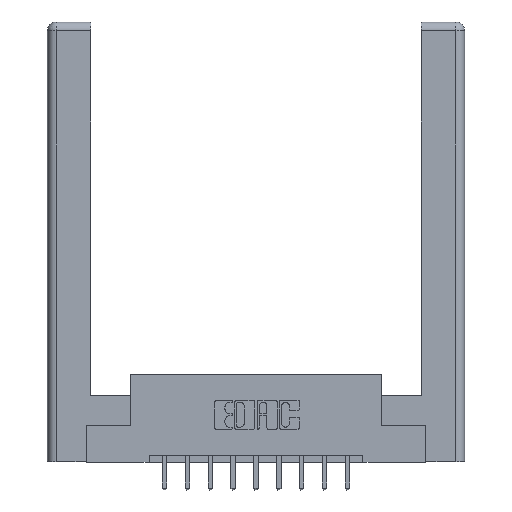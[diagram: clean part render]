
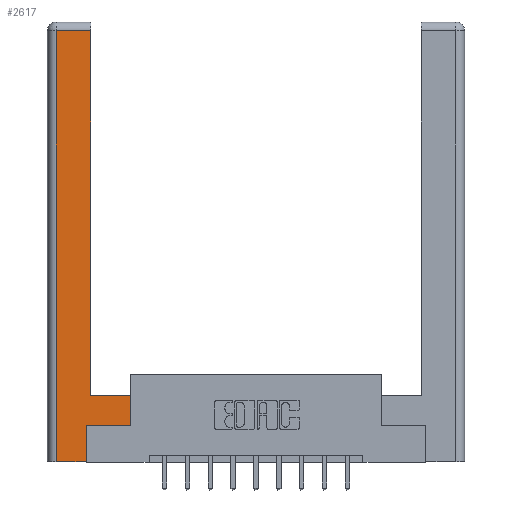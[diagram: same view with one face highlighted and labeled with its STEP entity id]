
A CAD part, top view. The second image highlights one B-rep face of the part: STEP entity #2617.
In plain terms, the highlighted planar face has unit normal (0, 0, 1).
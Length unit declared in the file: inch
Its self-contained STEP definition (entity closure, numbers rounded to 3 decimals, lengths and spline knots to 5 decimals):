
#263 = CARTESIAN_POINT ( 'NONE',  ( 0.0615, 2.94, 0. ) ) ;
#265 = LINE ( 'NONE', #3814, #2968 ) ;
#333 = LINE ( 'NONE', #10928, #6598 ) ;
#708 = AXIS2_PLACEMENT_3D ( 'NONE', #8883, #4511, #12159 ) ;
#735 = VERTEX_POINT ( 'NONE', #2387 ) ;
#869 = EDGE_CURVE ( 'NONE', #6796, #3768, #9160, .T. ) ;
#958 = VECTOR ( 'NONE', #4347, 39.37008 ) ;
#2040 = ORIENTED_EDGE ( 'NONE', *, *, #869, .T. ) ;
#2055 = LINE ( 'NONE', #10424, #2556 ) ;
#2230 = VERTEX_POINT ( 'NONE', #6221 ) ;
#2275 = ORIENTED_EDGE ( 'NONE', *, *, #7691, .T. ) ;
#2387 = CARTESIAN_POINT ( 'NONE',  ( 0.265, 0.245, 0. ) ) ;
#2556 = VECTOR ( 'NONE', #10524, 39.37008 ) ;
#2617 = ADVANCED_FACE ( 'NONE', ( #9474 ), #5628, .F. ) ;
#2968 = VECTOR ( 'NONE', #3898, 39.37008 ) ;
#3110 = DIRECTION ( 'NONE',  ( 1., 0., 0. ) ) ;
#3246 = DIRECTION ( 'NONE',  ( 0., 1., 0. ) ) ;
#3285 = ORIENTED_EDGE ( 'NONE', *, *, #5870, .T. ) ;
#3389 = EDGE_CURVE ( 'NONE', #6584, #11061, #7711, .T. ) ;
#3768 = VERTEX_POINT ( 'NONE', #11556 ) ;
#3814 = CARTESIAN_POINT ( 'NONE',  ( 0.295, 0.45, 0. ) ) ;
#3860 = LINE ( 'NONE', #7662, #958 ) ;
#3898 = DIRECTION ( 'NONE',  ( -1., 0., 0. ) ) ;
#4030 = VECTOR ( 'NONE', #3110, 39.37008 ) ;
#4175 = EDGE_CURVE ( 'NONE', #735, #6584, #2055, .T. ) ;
#4347 = DIRECTION ( 'NONE',  ( 0., -1., 0. ) ) ;
#4511 = DIRECTION ( 'NONE',  ( 0., 0., -1. ) ) ;
#5020 = EDGE_CURVE ( 'NONE', #3768, #8042, #9387, .T. ) ;
#5203 = ORIENTED_EDGE ( 'NONE', *, *, #4175, .T. ) ;
#5628 = PLANE ( 'NONE',  #708 ) ;
#5751 = CARTESIAN_POINT ( 'NONE',  ( 0.295, 0.45, 0. ) ) ;
#5870 = EDGE_CURVE ( 'NONE', #11865, #735, #333, .T. ) ;
#5911 = CARTESIAN_POINT ( 'NONE',  ( 0.565, 0.45, 0. ) ) ;
#6221 = CARTESIAN_POINT ( 'NONE',  ( 0.0615, 0., 0. ) ) ;
#6584 = VERTEX_POINT ( 'NONE', #7266 ) ;
#6598 = VECTOR ( 'NONE', #3246, 39.37008 ) ;
#6796 = VERTEX_POINT ( 'NONE', #5751 ) ;
#6852 = VECTOR ( 'NONE', #11604, 39.37008 ) ;
#7220 = EDGE_CURVE ( 'NONE', #8042, #2230, #3860, .T. ) ;
#7266 = CARTESIAN_POINT ( 'NONE',  ( 0.565, 0.245, 0. ) ) ;
#7662 = CARTESIAN_POINT ( 'NONE',  ( 0.0615, 0., 0. ) ) ;
#7691 = EDGE_CURVE ( 'NONE', #2230, #11865, #10521, .T. ) ;
#7711 = LINE ( 'NONE', #11547, #6852 ) ;
#8042 = VERTEX_POINT ( 'NONE', #9469 ) ;
#8209 = DIRECTION ( 'NONE',  ( -1., 0., 0. ) ) ;
#8278 = DIRECTION ( 'NONE',  ( 0., 1., 0. ) ) ;
#8521 = EDGE_CURVE ( 'NONE', #11061, #6796, #265, .T. ) ;
#8883 = CARTESIAN_POINT ( 'NONE',  ( 0., 0., 0. ) ) ;
#9160 = LINE ( 'NONE', #11337, #12507 ) ;
#9387 = LINE ( 'NONE', #263, #12056 ) ;
#9469 = CARTESIAN_POINT ( 'NONE',  ( 0.0615, 2.94, 0. ) ) ;
#9474 = FACE_OUTER_BOUND ( 'NONE', #11658, .T. ) ;
#9654 = CARTESIAN_POINT ( 'NONE',  ( 0.265, 0., 0. ) ) ;
#9661 = CARTESIAN_POINT ( 'NONE',  ( 0.265, 0., 0. ) ) ;
#10424 = CARTESIAN_POINT ( 'NONE',  ( 0.565, 0.245, 0. ) ) ;
#10521 = LINE ( 'NONE', #9661, #4030 ) ;
#10524 = DIRECTION ( 'NONE',  ( 1., 0., 0. ) ) ;
#10928 = CARTESIAN_POINT ( 'NONE',  ( 0.265, 0.245, 0. ) ) ;
#11061 = VERTEX_POINT ( 'NONE', #5911 ) ;
#11337 = CARTESIAN_POINT ( 'NONE',  ( 0.295, 3., 0. ) ) ;
#11547 = CARTESIAN_POINT ( 'NONE',  ( 0.565, 0.45, 0. ) ) ;
#11556 = CARTESIAN_POINT ( 'NONE',  ( 0.295, 2.94, 0. ) ) ;
#11604 = DIRECTION ( 'NONE',  ( 0., 1., 0. ) ) ;
#11658 = EDGE_LOOP ( 'NONE', ( #2040, #12609, #13504, #2275, #3285, #5203, #11703, #13443 ) ) ;
#11703 = ORIENTED_EDGE ( 'NONE', *, *, #3389, .T. ) ;
#11865 = VERTEX_POINT ( 'NONE', #9654 ) ;
#12056 = VECTOR ( 'NONE', #8209, 39.37008 ) ;
#12159 = DIRECTION ( 'NONE',  ( -1., 0., 0. ) ) ;
#12507 = VECTOR ( 'NONE', #8278, 39.37008 ) ;
#12609 = ORIENTED_EDGE ( 'NONE', *, *, #5020, .T. ) ;
#13443 = ORIENTED_EDGE ( 'NONE', *, *, #8521, .T. ) ;
#13504 = ORIENTED_EDGE ( 'NONE', *, *, #7220, .T. ) ;
